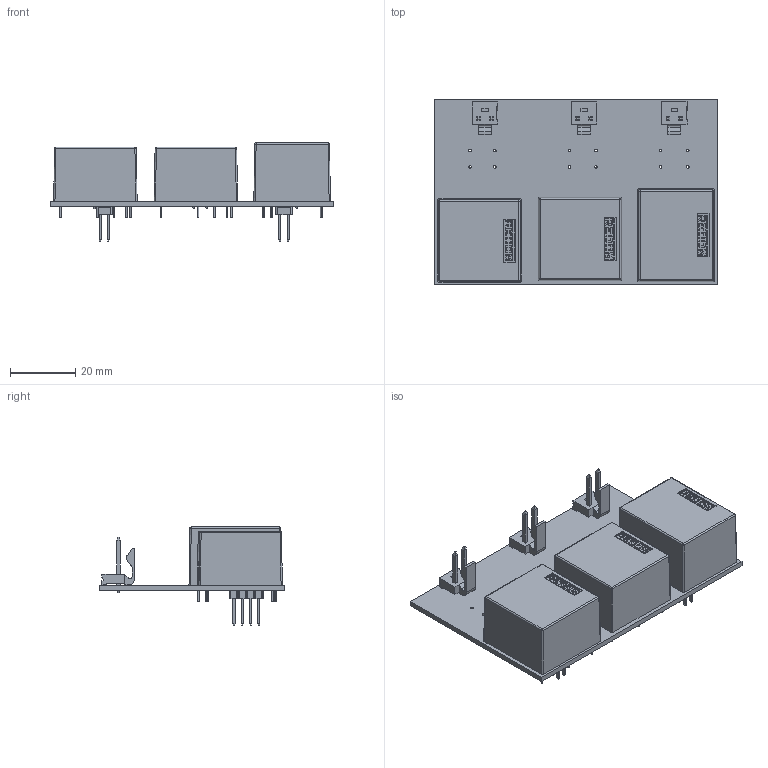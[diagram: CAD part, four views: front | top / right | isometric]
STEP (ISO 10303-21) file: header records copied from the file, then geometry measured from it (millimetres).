
FILE_DESCRIPTION(('KiCad electronic assembly'),'2;1');
FILE_NAME('power_board.step','2023-02-15T04:15:58',('Pcbnew'),('Kicad'), 'Open CASCADE STEP processor 7.5','KiCad to STEP converter','Unknown' );
FILE_SCHEMA(('AUTOMOTIVE_DESIGN { 1 0 10303 214 1 1 1 1 }'));
Length unit declared in the file: millimetre
Products named in the file (17): power_board 1; 143829; COMPOUND; RAC03-3.3SK; RAC05-05SK; SOLID; VMHD-2x04-135-080-030--3DModel-STEP-468060; power_board PCB
Assembly tree (20 placements, depth 3):
  power_board 1
    143829  x3
      COMPOUND
    RAC03-3.3SK
      COMPOUND
    RAC05-05SK  x2
      SOLID
      SOLID
      SOLID
      SOLID
      SOLID
      SOLID
      SOLID
      SOLID
    VMHD-2x04-135-080-030--3DModel-STEP-468060  x2
      COMPOUND
    power_board PCB
Bounding box: 87 x 57 x 30.1 mm (x, y, z)
Volume: 19851.6 mm3; surface area: 35432.4 mm2
Topology: 41 solids, 41 shells, 1326 faces, 3368 edges, 2184 vertices
Faces by surface type: plane 1103, cylinder 183, cone 28, sphere 12
Full cylindrical faces by diameter (mm): 0.71 x10, 0.8 x12, 0.9 x4, 1 x16, 1.7 x6
Entity records: 48621 total; most frequent: CARTESIAN_POINT 8662, DIRECTION 7492, LINE 5124, VECTOR 5124, ORIENTED_EDGE 3818, PCURVE 3818, DEFINITIONAL_REPRESENTATION 3818, EDGE_CURVE 1909
